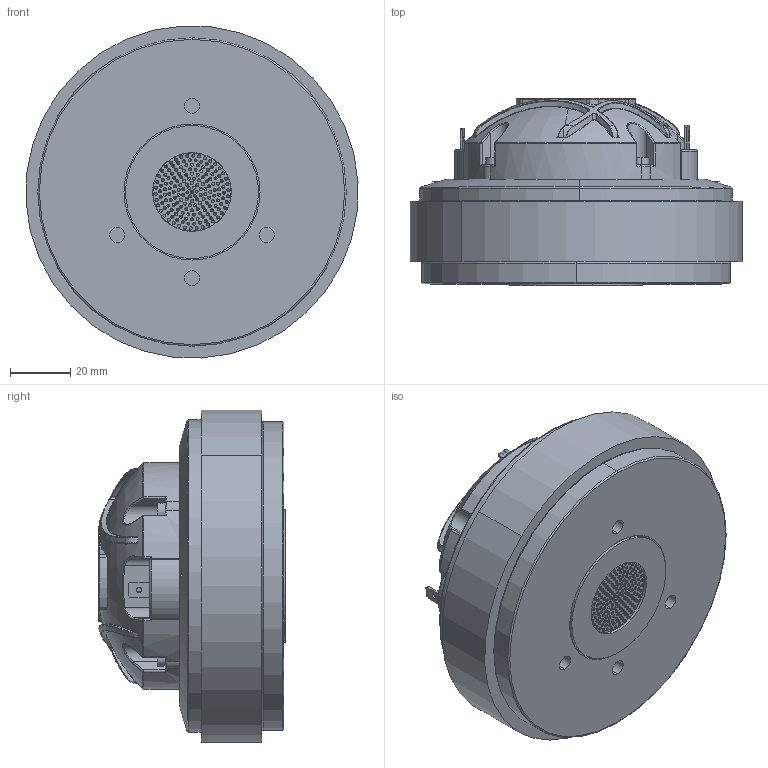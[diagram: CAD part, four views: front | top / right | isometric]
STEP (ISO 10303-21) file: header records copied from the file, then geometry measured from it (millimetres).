
FILE_DESCRIPTION (( 'STEP AP214' ), '1' );
FILE_NAME ('181FCD-227B-3D.STEP', '2023-10-28T08:22:06', ( '' ), ( '' ), 'SwSTEP 2.0', 'SolidWorks 2020', '' );
FILE_SCHEMA (( 'AUTOMOTIVE_DESIGN' ));
Length unit declared in the file: millimetre
Products named in the file (19): Silicone sleeve .STEP; Mesh.STEP; AL washer.STEP; Mylar washer1.STEP; 112mm_T yoke  - 1.STEP; 181FCD_ label.STEP; 181FCD-227B-3D; 60mm_AL ring.STEP; voice coil.STEP; 120mm_Magnet.STEP; 180_Back Cover-20171023.STEP; Plastic Carrier-20171023.STEP; 4.8__0.8 terminal.STEP; 112mm_Top plate.STEP; 122-107 terminal .STEP; EVA Gasket.STEP; 086-105_Dome .STEP; M3-8 Screw.STEP; 180N Phase plug20180605-2(1024____).STEP
Assembly tree (21 placements, depth 2):
  181FCD-227B-3D
    120mm_Magnet.STEP
    112mm_Top plate.STEP
    60mm_AL ring.STEP
    AL washer.STEP
    Plastic Carrier-20171023.STEP
    180_Back Cover-20171023.STEP
    Silicone sleeve .STEP
    122-107 terminal .STEP
    4.8__0.8 terminal.STEP
    181FCD_ label.STEP
    EVA Gasket.STEP
    Mesh.STEP
    M3-8 Screw.STEP  x4
    112mm_T yoke  - 1.STEP
    180N Phase plug20180605-2(1024____).STEP
    086-105_Dome .STEP
    voice coil.STEP
    Mylar washer1.STEP
Bounding box: 109.82 x 61.83 x 109.82 mm (x, y, z)
Volume: 315149.1 mm3; surface area: 133332.6 mm2
Topology: 21 solids, 21 shells, 3061 faces, 8325 edges, 5377 vertices
Faces by surface type: bspline 1015, plane 903, cylinder 885, torus 149, cone 78, sphere 31
Entity records: 134769 total; most frequent: CARTESIAN_POINT 63450, ORIENTED_EDGE 15990, DIRECTION 11918, EDGE_CURVE 7995, VERTEX_POINT 5182, AXIS2_PLACEMENT_3D 4297, EDGE_LOOP 3623, LINE 3324
